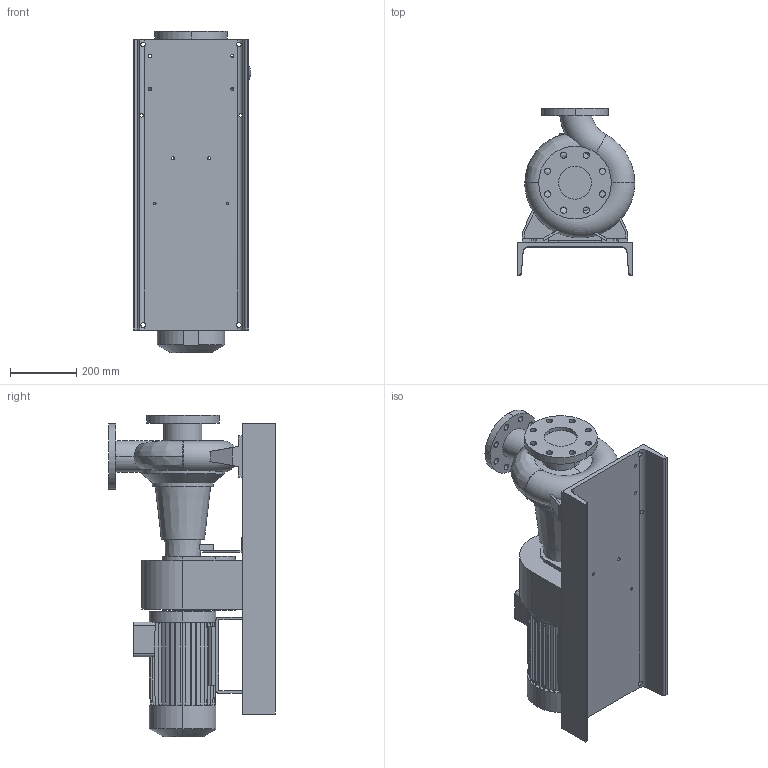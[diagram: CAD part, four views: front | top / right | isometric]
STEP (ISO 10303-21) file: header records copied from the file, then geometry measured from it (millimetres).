
FILE_DESCRIPTION (( 'STEP AP203' ), '1' );
FILE_NAME ('10018071swa00.step', '2023-07-07T12:30:58', ( '' ), ( '' ), 'SwSTEP 2.0', 'SolidWorks 2020', '' );
FILE_SCHEMA (( 'CONFIG_CONTROL_DESIGN' ));
Length unit declared in the file: millimetre
Products named in the file (5): 10018097swp00_MCG 15 N4 80-160 100; 10017783swp00_80-160; 10018071swa00; 10018072swp00_100L; 10012573swp00_210
Assembly tree (4 placements, depth 2):
  10018071swa00
    10017783swp00_80-160
    10018097swp00_MCG 15 N4 80-160 100
    10018072swp00_100L
    10012573swp00_210
Bounding box: 356 x 505 x 974 mm (x, y, z)
Volume: 44310972.3 mm3; surface area: 2581069 mm2
Topology: 5 solids, 5 shells, 572 faces, 1636 edges, 1087 vertices
Faces by surface type: plane 379, cylinder 176, cone 10, torus 5, bspline 2
Entity records: 21169 total; most frequent: CARTESIAN_POINT 5319, ORIENTED_EDGE 3272, DIRECTION 3092, EDGE_CURVE 1636, LINE 1192, VECTOR 1192, VERTEX_POINT 1087, AXIS2_PLACEMENT_3D 950
